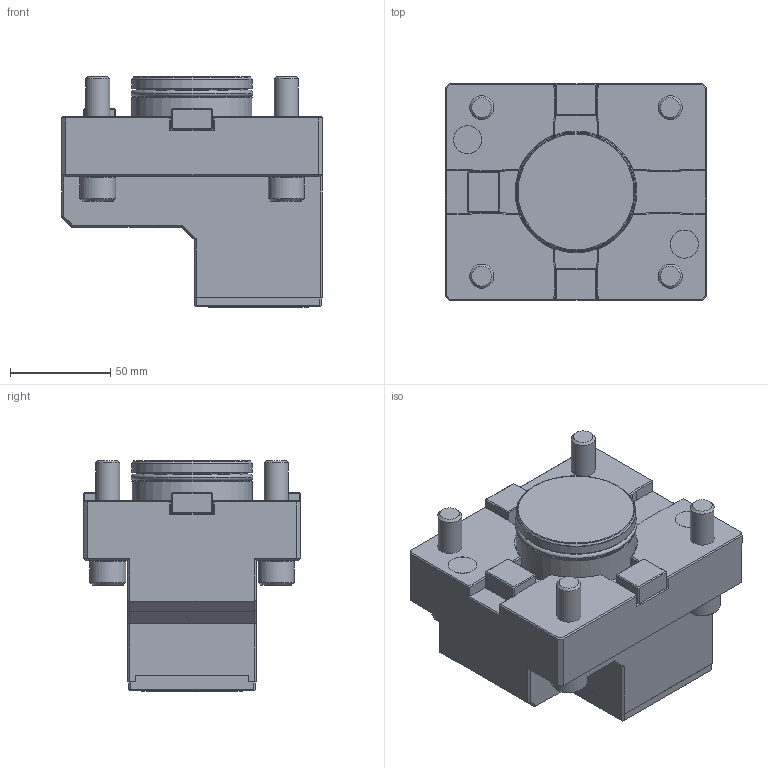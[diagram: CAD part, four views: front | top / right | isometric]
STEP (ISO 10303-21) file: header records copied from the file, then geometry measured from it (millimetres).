
FILE_DESCRIPTION(/* description */ (''),/* implementation_level */ '2;1');
FILE_NAME(/* name */ '1617098262015.stp',/* time_stamp */ '2021-03-30T11:57:47+02:00',/* author */ (''),/* organization */ ('SMS'),/* preprocessor_version */ 'ST-DEVELOPER v16.7',/* originating_system */ 'SIEMENS PLM Software NX 12.0',/* authorisation */ '');
FILE_SCHEMA (('AUTOMOTIVE_DESIGN { 1 0 10303 214 3 1 1 1 }'));
Length unit declared in the file: millimetre
Products named in the file (1): 203455496mod000_00
Bounding box: 130 x 108 x 115 mm (x, y, z)
Volume: 834996.8 mm3; surface area: 79416.8 mm2
Topology: 1 solids, 1 shells, 345 faces, 827 edges, 494 vertices
Faces by surface type: plane 267, cylinder 37, cone 33, torus 7, bspline 1
Full cylindrical faces by diameter (mm): 3 x1, 12 x4, 14 x2, 18 x4, 39.2 x1, 50 x1, 55.2 x1, 59.9 x2, 60.7 x1
Entity records: 9767 total; most frequent: CARTESIAN_POINT 1909, DIRECTION 1584, ORIENTED_EDGE 1568, EDGE_CURVE 784, LINE 616, VECTOR 616, VERTEX_POINT 486, AXIS2_PLACEMENT_3D 484
